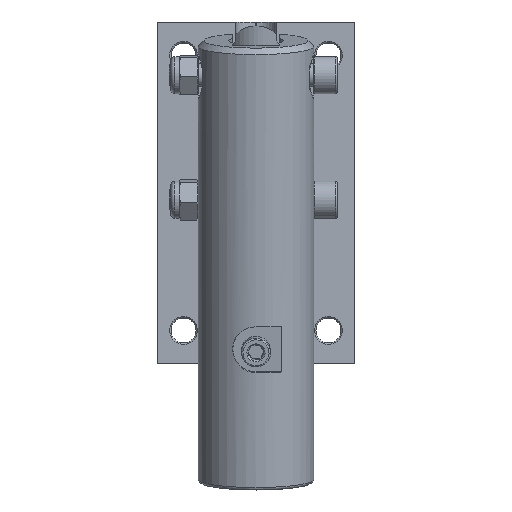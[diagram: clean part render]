
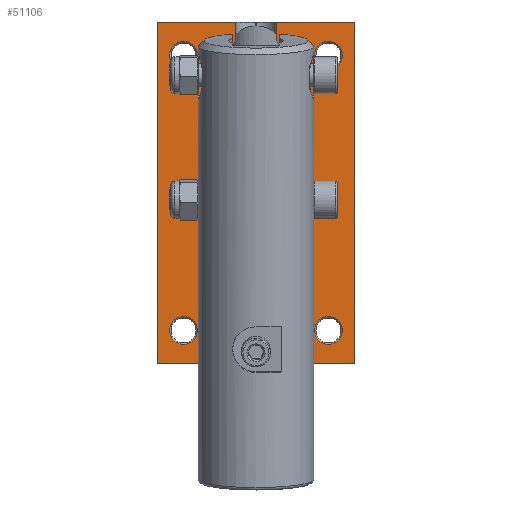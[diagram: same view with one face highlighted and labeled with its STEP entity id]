
A CAD part, top view. The second image highlights one B-rep face of the part: STEP entity #51106.
In plain terms, the highlighted planar face has unit normal (0, 0, 1).
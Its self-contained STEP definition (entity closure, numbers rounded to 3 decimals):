
#310=LINE('',#67401,#4829);
#314=LINE('',#67414,#4833);
#315=LINE('',#67416,#4834);
#321=LINE('',#67487,#4840);
#323=LINE('',#67490,#4842);
#324=LINE('',#67492,#4843);
#326=LINE('',#67495,#4845);
#327=LINE('',#67503,#4846);
#328=LINE('',#67505,#4847);
#329=LINE('',#67507,#4848);
#330=LINE('',#67509,#4849);
#331=LINE('',#67511,#4850);
#4829=VECTOR('',#56703,1000.);
#4833=VECTOR('',#56713,1000.);
#4834=VECTOR('',#56716,1000.);
#4840=VECTOR('',#56792,1000.);
#4842=VECTOR('',#56794,1000.);
#4843=VECTOR('',#56797,1000.);
#4845=VECTOR('',#56799,1000.);
#4846=VECTOR('',#56810,1000.);
#4847=VECTOR('',#56811,1000.);
#4848=VECTOR('',#56812,1000.);
#4849=VECTOR('',#56813,1000.);
#4850=VECTOR('',#56814,1000.);
#9290=PLANE('',#53365);
#11143=CIRCLE('',#53319,19.056);
#11146=CIRCLE('',#53326,4.795);
#11147=CIRCLE('',#53328,7.992);
#11152=CIRCLE('',#53342,4.795);
#11154=CIRCLE('',#53345,4.795);
#11156=CIRCLE('',#53348,4.795);
#12894=ORIENTED_EDGE('',*,*,#22976,.T.);
#12895=ORIENTED_EDGE('',*,*,#22989,.T.);
#12896=ORIENTED_EDGE('',*,*,#22985,.T.);
#12897=ORIENTED_EDGE('',*,*,#22987,.T.);
#12898=ORIENTED_EDGE('',*,*,#22975,.T.);
#12899=ORIENTED_EDGE('',*,*,#23008,.T.);
#12900=ORIENTED_EDGE('',*,*,#23009,.F.);
#12901=ORIENTED_EDGE('',*,*,#23010,.F.);
#12902=ORIENTED_EDGE('',*,*,#23011,.F.);
#12903=ORIENTED_EDGE('',*,*,#23012,.T.);
#12904=ORIENTED_EDGE('',*,*,#23003,.T.);
#12905=ORIENTED_EDGE('',*,*,#22974,.T.);
#12906=ORIENTED_EDGE('',*,*,#23005,.T.);
#12907=ORIENTED_EDGE('',*,*,#22973,.F.);
#12908=ORIENTED_EDGE('',*,*,#23000,.T.);
#12909=ORIENTED_EDGE('',*,*,#22967,.T.);
#12910=ORIENTED_EDGE('',*,*,#23002,.T.);
#12911=ORIENTED_EDGE('',*,*,#22966,.T.);
#22966=EDGE_CURVE('',#28166,#28166,#11143,.F.);
#22967=EDGE_CURVE('',#28161,#28164,#310,.T.);
#22973=EDGE_CURVE('',#28172,#28168,#314,.T.);
#22974=EDGE_CURVE('',#28163,#28162,#315,.T.);
#22975=EDGE_CURVE('',#28173,#28173,#11146,.F.);
#22976=EDGE_CURVE('',#28174,#28174,#11147,.T.);
#22985=EDGE_CURVE('',#28180,#28180,#11152,.F.);
#22987=EDGE_CURVE('',#28182,#28182,#11154,.F.);
#22989=EDGE_CURVE('',#28184,#28184,#11156,.F.);
#23000=EDGE_CURVE('',#28172,#28161,#321,.T.);
#23002=EDGE_CURVE('',#28164,#28192,#323,.T.);
#23003=EDGE_CURVE('',#28193,#28163,#324,.T.);
#23005=EDGE_CURVE('',#28162,#28168,#326,.T.);
#23008=EDGE_CURVE('',#28192,#28196,#327,.T.);
#23009=EDGE_CURVE('',#28197,#28196,#328,.T.);
#23010=EDGE_CURVE('',#28198,#28197,#329,.T.);
#23011=EDGE_CURVE('',#28199,#28198,#330,.T.);
#23012=EDGE_CURVE('',#28199,#28193,#331,.T.);
#28161=VERTEX_POINT('',#67383);
#28162=VERTEX_POINT('',#67386);
#28163=VERTEX_POINT('',#67389);
#28164=VERTEX_POINT('',#67392);
#28166=VERTEX_POINT('',#67399);
#28168=VERTEX_POINT('',#67405);
#28172=VERTEX_POINT('',#67413);
#28173=VERTEX_POINT('',#67419);
#28174=VERTEX_POINT('',#67422);
#28180=VERTEX_POINT('',#67453);
#28182=VERTEX_POINT('',#67458);
#28184=VERTEX_POINT('',#67463);
#28192=VERTEX_POINT('',#67489);
#28193=VERTEX_POINT('',#67493);
#28196=VERTEX_POINT('',#67504);
#28197=VERTEX_POINT('',#67506);
#28198=VERTEX_POINT('',#67508);
#28199=VERTEX_POINT('',#67510);
#31897=EDGE_LOOP('',(#12894));
#31898=EDGE_LOOP('',(#12895));
#31899=EDGE_LOOP('',(#12896));
#31900=EDGE_LOOP('',(#12897));
#31901=EDGE_LOOP('',(#12898));
#31902=EDGE_LOOP('',(#12899,#12900,#12901,#12902,#12903,#12904,#12905,#12906,
#12907,#12908,#12909,#12910));
#31903=EDGE_LOOP('',(#12911));
#34514=FACE_BOUND('',#31897,.T.);
#34515=FACE_BOUND('',#31898,.T.);
#34516=FACE_BOUND('',#31899,.T.);
#34517=FACE_BOUND('',#31900,.T.);
#34518=FACE_BOUND('',#31901,.T.);
#34519=FACE_BOUND('',#31902,.T.);
#34520=FACE_BOUND('',#31903,.T.);
#51106=ADVANCED_FACE('',(#34514,#34515,#34516,#34517,#34518,#34519,#34520),
#9290,.T.);
#53319=AXIS2_PLACEMENT_3D('',#67398,#56699,#56700);
#53326=AXIS2_PLACEMENT_3D('',#67418,#56719,#56720);
#53328=AXIS2_PLACEMENT_3D('',#67421,#56723,#56724);
#53342=AXIS2_PLACEMENT_3D('',#67452,#56751,#56752);
#53345=AXIS2_PLACEMENT_3D('',#67457,#56757,#56758);
#53348=AXIS2_PLACEMENT_3D('',#67462,#56763,#56764);
#53365=AXIS2_PLACEMENT_3D('',#67502,#56808,#56809);
#56699=DIRECTION('',(0.,0.,1.));
#56700=DIRECTION('',(1.,0.,0.));
#56703=DIRECTION('',(0.,1.,0.));
#56713=DIRECTION('',(1.,0.,0.));
#56716=DIRECTION('',(0.,-1.,0.));
#56719=DIRECTION('',(0.,0.,1.));
#56720=DIRECTION('',(1.,0.,0.));
#56723=DIRECTION('',(0.,0.,-1.));
#56724=DIRECTION('',(1.,0.,0.));
#56751=DIRECTION('',(0.,0.,1.));
#56752=DIRECTION('',(1.,0.,0.));
#56757=DIRECTION('',(0.,0.,1.));
#56758=DIRECTION('',(1.,0.,0.));
#56763=DIRECTION('',(0.,0.,1.));
#56764=DIRECTION('',(1.,0.,0.));
#56792=DIRECTION('',(0.,1.,0.));
#56794=DIRECTION('',(0.,1.,0.));
#56797=DIRECTION('',(0.,-1.,0.));
#56799=DIRECTION('',(0.,-1.,0.));
#56808=DIRECTION('',(0.,0.,1.));
#56809=DIRECTION('',(1.,0.,0.));
#56810=DIRECTION('',(-1.,0.,0.));
#56811=DIRECTION('',(0.,1.,0.));
#56812=DIRECTION('',(-1.,0.,0.));
#56813=DIRECTION('',(0.,-1.,0.));
#56814=DIRECTION('',(-1.,0.,0.));
#67383=CARTESIAN_POINT('',(-6.993,98.379,21.985));
#67386=CARTESIAN_POINT('',(6.993,98.379,21.985));
#67389=CARTESIAN_POINT('',(6.993,112.706,21.985));
#67392=CARTESIAN_POINT('',(-6.993,112.706,21.985));
#67398=CARTESIAN_POINT('',(0.,56.499,21.985));
#67399=CARTESIAN_POINT('',(19.056,56.499,21.985));
#67401=CARTESIAN_POINT('',(-6.993,96.68,21.985));
#67405=CARTESIAN_POINT('',(6.993,94.461,21.985));
#67413=CARTESIAN_POINT('',(-6.993,94.461,21.985));
#67414=CARTESIAN_POINT('',(-4.001,94.461,21.985));
#67416=CARTESIAN_POINT('',(6.993,118.936,21.985));
#67418=CARTESIAN_POINT('',(-24.975,106.449,21.985));
#67419=CARTESIAN_POINT('',(-20.18,106.449,21.985));
#67421=CARTESIAN_POINT('',(0.,23.532,21.985));
#67422=CARTESIAN_POINT('',(7.992,23.532,21.985));
#67452=CARTESIAN_POINT('',(-24.975,11.544,21.985));
#67453=CARTESIAN_POINT('',(-20.18,11.544,21.985));
#67457=CARTESIAN_POINT('',(24.975,106.449,21.985));
#67458=CARTESIAN_POINT('',(29.77,106.449,21.985));
#67462=CARTESIAN_POINT('',(24.975,11.544,21.985));
#67463=CARTESIAN_POINT('',(29.77,11.544,21.985));
#67487=CARTESIAN_POINT('',(-6.993,96.68,21.985));
#67489=CARTESIAN_POINT('',(-6.993,117.937,21.985));
#67490=CARTESIAN_POINT('',(-6.993,96.68,21.985));
#67492=CARTESIAN_POINT('',(6.993,118.936,21.985));
#67493=CARTESIAN_POINT('',(6.993,117.937,21.985));
#67495=CARTESIAN_POINT('',(6.993,118.936,21.985));
#67502=CARTESIAN_POINT('',(0.,23.532,21.985));
#67503=CARTESIAN_POINT('',(34.965,117.937,21.985));
#67504=CARTESIAN_POINT('',(-33.966,117.937,21.985));
#67505=CARTESIAN_POINT('',(-33.966,20.5,21.985));
#67506=CARTESIAN_POINT('',(-33.966,0.055,21.985));
#67507=CARTESIAN_POINT('',(35.964,0.055,21.985));
#67508=CARTESIAN_POINT('',(33.966,0.055,21.985));
#67509=CARTESIAN_POINT('',(33.966,118.936,21.985));
#67510=CARTESIAN_POINT('',(33.966,117.937,21.985));
#67511=CARTESIAN_POINT('',(34.965,117.937,21.985));
